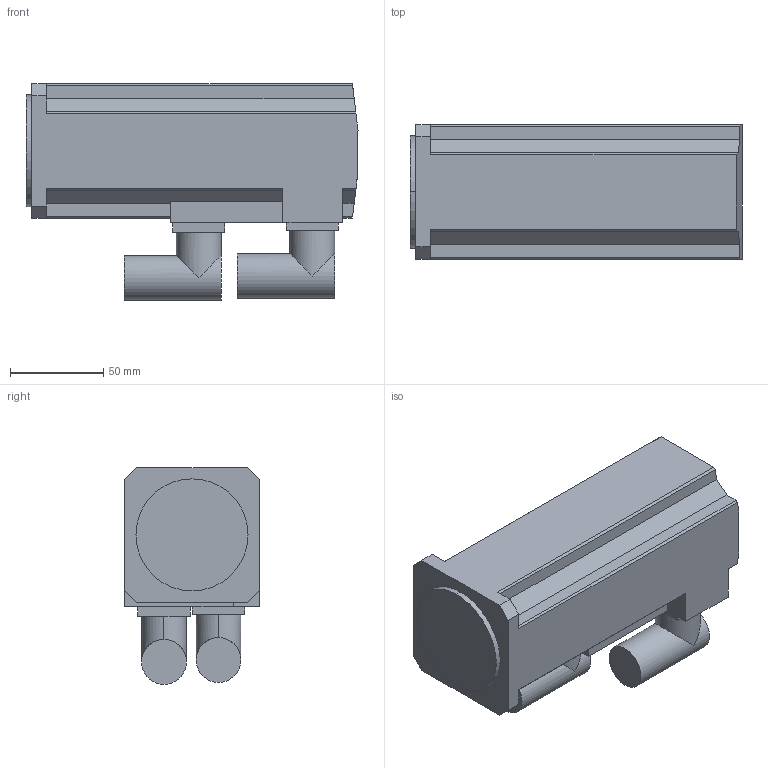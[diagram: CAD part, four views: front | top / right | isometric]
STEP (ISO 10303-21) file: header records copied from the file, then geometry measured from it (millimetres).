
FILE_DESCRIPTION (( 'STEP AP203' ), '1' );
FILE_NAME ('ROBOT_MOTOR_1007_1_Predeterminado_sldprt.STEP', '2024-05-17T22:38:10', ( '' ), ( '' ), 'SwSTEP 2.0', 'SolidWorks 2021', '' );
FILE_SCHEMA (( 'CONFIG_CONTROL_DESIGN' ));
Length unit declared in the file: millimetre
Products named in the file (1): ROBOT_MOTOR_1007_1_Predeterminado_sldprt
Bounding box: 177.7 x 72 x 116 mm (x, y, z)
Volume: 876005.7 mm3; surface area: 70412.7 mm2
Topology: 1 solids, 1 shells, 78 faces, 214 edges, 143 vertices
Faces by surface type: plane 69, cylinder 9
Full cylindrical faces by diameter (mm): 24 x1
Entity records: 2519 total; most frequent: CARTESIAN_POINT 463, ORIENTED_EDGE 428, DIRECTION 379, EDGE_CURVE 214, LINE 189, VECTOR 189, VERTEX_POINT 143, AXIS2_PLACEMENT_3D 95
